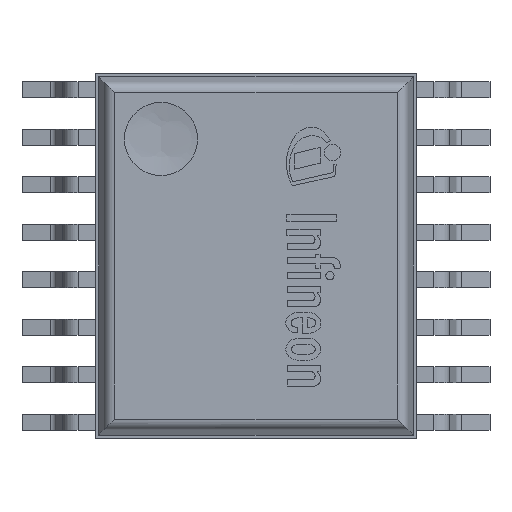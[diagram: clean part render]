
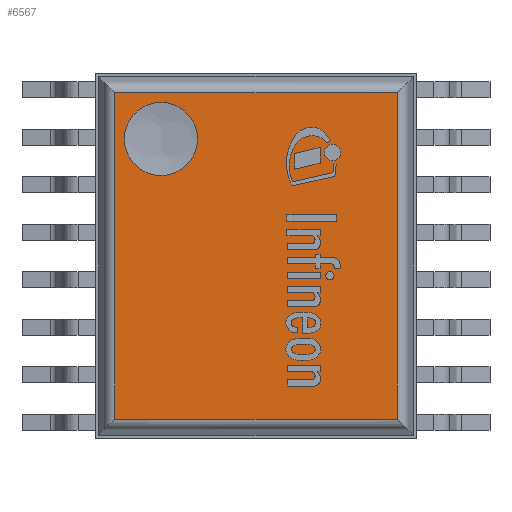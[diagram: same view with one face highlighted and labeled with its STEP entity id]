
A CAD part, top view. The second image highlights one B-rep face of the part: STEP entity #6567.
In plain terms, the highlighted planar face has unit normal (0, 0, 1).
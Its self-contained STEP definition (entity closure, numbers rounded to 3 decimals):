
#53=FACE_BOUND('',#1127,.T.);
#239=CIRCLE('',#7102,0.5);
#240=CIRCLE('',#7103,0.5);
#750=FACE_OUTER_BOUND('',#1126,.T.);
#1126=EDGE_LOOP('',(#5899,#5900,#5901,#5902));
#1127=EDGE_LOOP('',(#5903,#5904));
#1849=LINE('',#11118,#2567);
#1850=LINE('',#11120,#2568);
#1851=LINE('',#11122,#2569);
#1852=LINE('',#11123,#2570);
#2567=VECTOR('',#8839,1000.);
#2568=VECTOR('',#8840,1000.);
#2569=VECTOR('',#8841,1000.);
#2570=VECTOR('',#8842,1000.);
#3166=VERTEX_POINT('',#11086);
#3167=VERTEX_POINT('',#11088);
#3176=VERTEX_POINT('',#11116);
#3177=VERTEX_POINT('',#11117);
#3178=VERTEX_POINT('',#11119);
#3179=VERTEX_POINT('',#11121);
#4074=EDGE_CURVE('',#3166,#3167,#239,.T.);
#4075=EDGE_CURVE('',#3167,#3166,#240,.T.);
#4088=EDGE_CURVE('',#3176,#3177,#1849,.T.);
#4089=EDGE_CURVE('',#3177,#3178,#1850,.T.);
#4090=EDGE_CURVE('',#3178,#3179,#1851,.T.);
#4091=EDGE_CURVE('',#3179,#3176,#1852,.T.);
#5899=ORIENTED_EDGE('',*,*,#4088,.T.);
#5900=ORIENTED_EDGE('',*,*,#4089,.T.);
#5901=ORIENTED_EDGE('',*,*,#4090,.T.);
#5902=ORIENTED_EDGE('',*,*,#4091,.T.);
#5903=ORIENTED_EDGE('',*,*,#4075,.F.);
#5904=ORIENTED_EDGE('',*,*,#4074,.F.);
#6203=PLANE('',#7108);
#6567=ADVANCED_FACE('',(#750,#53),#6203,.T.);
#7102=AXIS2_PLACEMENT_3D('',#11089,#8813,#8814);
#7103=AXIS2_PLACEMENT_3D('',#11090,#8815,#8816);
#7108=AXIS2_PLACEMENT_3D('',#11115,#8837,#8838);
#8813=DIRECTION('center_axis',(0.,0.,1.));
#8814=DIRECTION('ref_axis',(1.,0.,0.));
#8815=DIRECTION('center_axis',(0.,0.,1.));
#8816=DIRECTION('ref_axis',(1.,0.,0.));
#8837=DIRECTION('center_axis',(0.,0.,1.));
#8838=DIRECTION('ref_axis',(1.,0.,0.));
#8839=DIRECTION('',(0.,1.,0.));
#8840=DIRECTION('',(-1.,0.,0.));
#8841=DIRECTION('',(0.,-1.,0.));
#8842=DIRECTION('',(1.,0.,0.));
#11086=CARTESIAN_POINT('',(-1.8,1.6,1.2));
#11088=CARTESIAN_POINT('',(-0.8,1.6,1.2));
#11089=CARTESIAN_POINT('Origin',(-1.3,1.6,1.2));
#11090=CARTESIAN_POINT('Origin',(-1.3,1.6,1.2));
#11115=CARTESIAN_POINT('Origin',(0.,0.,1.2));
#11116=CARTESIAN_POINT('',(1.93,-2.23,1.2));
#11117=CARTESIAN_POINT('',(1.93,2.23,1.2));
#11118=CARTESIAN_POINT('',(1.93,2.352,1.2));
#11119=CARTESIAN_POINT('',(-1.93,2.23,1.2));
#11120=CARTESIAN_POINT('',(-2.052,2.23,1.2));
#11121=CARTESIAN_POINT('',(-1.93,-2.23,1.2));
#11122=CARTESIAN_POINT('',(-1.93,-2.352,1.2));
#11123=CARTESIAN_POINT('',(2.052,-2.23,1.2));
